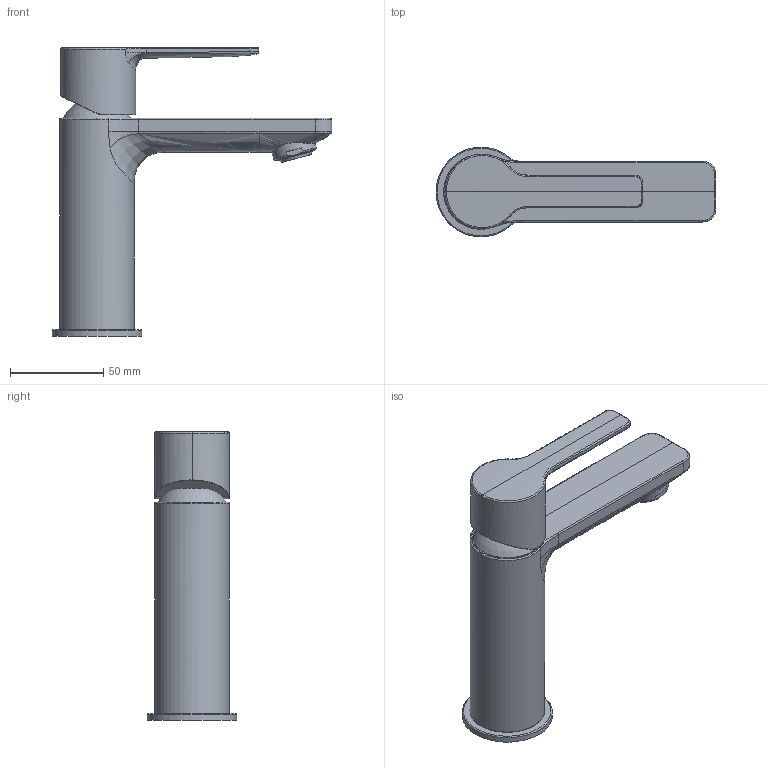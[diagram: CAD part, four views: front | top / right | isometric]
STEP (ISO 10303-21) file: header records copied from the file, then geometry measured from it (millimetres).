
FILE_DESCRIPTION(/* description */ ('Unknown'),/* implementation_level */ '2;1');
FILE_NAME(/* name */ '23791001',/* time_stamp */ '2022-09-08T03:12:57+02:00',/* author */ ('Unknown'),/* organization */ ('GROHE AG'),/* preprocessor_version */ 'ST-DEVELOPER v16.7',/* originating_system */ 'DEX',/* authorisation */ $);
FILE_SCHEMA (('AUTOMOTIVE_DESIGN {1 0 10303 214 3 1 1}'));
Length unit declared in the file: millimetre
Products named in the file (4): 23791001; id11; 40.0051.000 - 40.0061.000 for customer; Axxxx_160603_Lineare New_OHM_XSSIZE_Body
Assembly tree (3 placements, depth 2):
  23791001
    id11
    40.0051.000 - 40.0061.000 for customer
    Axxxx_160603_Lineare New_OHM_XSSIZE_Body
Bounding box: 150.1 x 48.2 x 154.78 mm (x, y, z)
Volume: 47703.3 mm3; surface area: 39342.7 mm2
Topology: 1 solids, 6 shells, 136 faces, 396 edges, 269 vertices
Faces by surface type: bspline 58, cylinder 26, plane 25, torus 23, cone 3, sphere 1
Full cylindrical faces by diameter (mm): 23.6 x1, 24.5 x1, 40 x1, 48.2 x1
Entity records: 10636 total; most frequent: CARTESIAN_POINT 7355, ORIENTED_EDGE 649, DIRECTION 400, EDGE_CURVE 380, VERTEX_POINT 264, B_SPLINE_CURVE_WITH_KNOTS 225, AXIS2_PLACEMENT_3D 165, EDGE_LOOP 151
